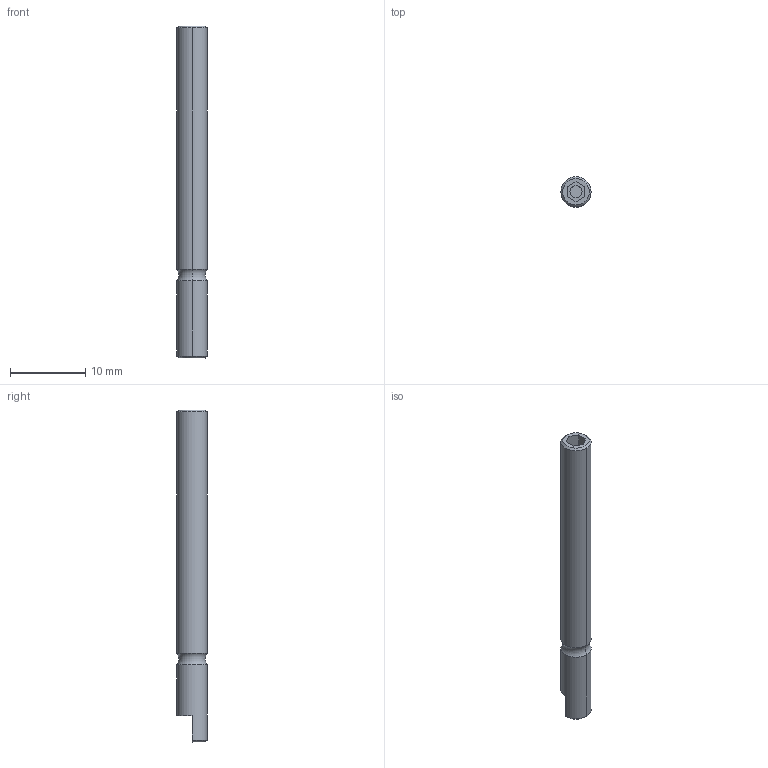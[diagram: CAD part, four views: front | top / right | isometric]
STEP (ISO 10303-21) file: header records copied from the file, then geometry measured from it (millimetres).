
FILE_DESCRIPTION((''),'2;1');
FILE_NAME('4023000245','2024-01-02T12:44:21',('a00565553'),(''),'CREO PARAMETRIC BY PTC INC, 2022414','CREO PARAMETRIC BY PTC INC, 2022414','');
FILE_SCHEMA(('CONFIG_CONTROL_DESIGN','GEOMETRIC_VALIDATION_PROPERTIES_MIM'));
Length unit declared in the file: millimetre
Products named in the file (1): 4023000245
Bounding box: 4 x 4 x 44 mm (x, y, z)
Volume: 512.1 mm3; surface area: 597.8 mm2
Topology: 1 solids, 1 shells, 23 faces, 51 edges, 32 vertices
Faces by surface type: plane 12, cylinder 6, cone 3, torus 2
Entity records: 914 total; most frequent: DIRECTION 116, CARTESIAN_POINT 108, ORIENTED_EDGE 102, PRESENTATION_STYLE_ASSIGNMENT 52, STYLED_ITEM 52, CURVE_STYLE 51, EDGE_CURVE 51, AXIS2_PLACEMENT_3D 42
